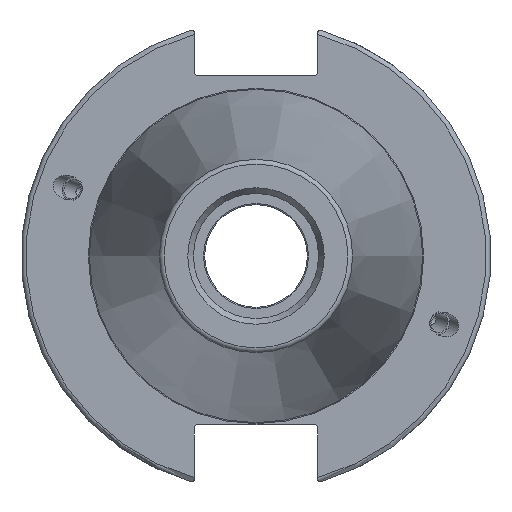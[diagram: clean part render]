
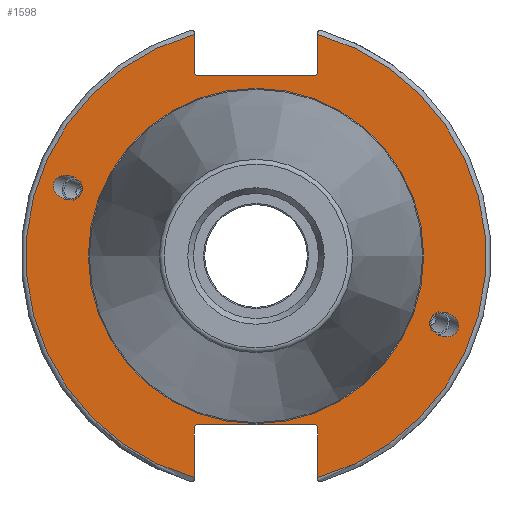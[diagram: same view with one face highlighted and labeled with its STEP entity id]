
A CAD part, left-side view. The second image highlights one B-rep face of the part: STEP entity #1598.
In plain terms, the highlighted planar face has unit normal (-1, 0, 0).
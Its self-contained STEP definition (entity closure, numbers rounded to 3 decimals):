
#31=ELLIPSE('',#1726,3.052,2.5);
#32=ELLIPSE('',#1760,3.052,2.5);
#150=LINE('',#3084,#244);
#151=LINE('',#3086,#245);
#152=LINE('',#3088,#246);
#153=LINE('',#3090,#247);
#154=LINE('',#3092,#248);
#155=LINE('',#3096,#249);
#156=LINE('',#3098,#250);
#157=LINE('',#3100,#251);
#158=LINE('',#3102,#252);
#159=LINE('',#3103,#253);
#244=VECTOR('',#2101,10.);
#245=VECTOR('',#2102,10.);
#246=VECTOR('',#2103,10.);
#247=VECTOR('',#2104,10.);
#248=VECTOR('',#2105,10.);
#249=VECTOR('',#2108,10.);
#250=VECTOR('',#2109,10.);
#251=VECTOR('',#2110,10.);
#252=VECTOR('',#2111,10.);
#253=VECTOR('',#2112,10.);
#339=FACE_BOUND('',#503,.T.);
#340=FACE_BOUND('',#504,.T.);
#341=FACE_BOUND('',#505,.T.);
#391=FACE_OUTER_BOUND('',#502,.T.);
#502=EDGE_LOOP('',(#1275,#1276,#1277,#1278,#1279,#1280,#1281,#1282,#1283,
#1284,#1285,#1286));
#503=EDGE_LOOP('',(#1287));
#504=EDGE_LOOP('',(#1288));
#505=EDGE_LOOP('',(#1289));
#607=CIRCLE('',#1768,35.125);
#609=CIRCLE('',#1771,48.213);
#610=CIRCLE('',#1772,48.213);
#699=VERTEX_POINT('',#2801);
#737=VERTEX_POINT('',#3060);
#742=VERTEX_POINT('',#3075);
#743=VERTEX_POINT('',#3080);
#744=VERTEX_POINT('',#3081);
#745=VERTEX_POINT('',#3083);
#746=VERTEX_POINT('',#3085);
#747=VERTEX_POINT('',#3087);
#748=VERTEX_POINT('',#3089);
#749=VERTEX_POINT('',#3091);
#750=VERTEX_POINT('',#3093);
#751=VERTEX_POINT('',#3095);
#752=VERTEX_POINT('',#3097);
#753=VERTEX_POINT('',#3099);
#754=VERTEX_POINT('',#3101);
#879=EDGE_CURVE('',#699,#699,#31,.T.);
#930=EDGE_CURVE('',#737,#737,#32,.T.);
#937=EDGE_CURVE('',#742,#742,#607,.T.);
#939=EDGE_CURVE('',#743,#744,#609,.T.);
#940=EDGE_CURVE('',#743,#745,#150,.T.);
#941=EDGE_CURVE('',#746,#745,#151,.T.);
#942=EDGE_CURVE('',#746,#747,#152,.T.);
#943=EDGE_CURVE('',#748,#747,#153,.T.);
#944=EDGE_CURVE('',#748,#749,#154,.T.);
#945=EDGE_CURVE('',#750,#749,#610,.T.);
#946=EDGE_CURVE('',#750,#751,#155,.T.);
#947=EDGE_CURVE('',#752,#751,#156,.T.);
#948=EDGE_CURVE('',#752,#753,#157,.T.);
#949=EDGE_CURVE('',#754,#753,#158,.T.);
#950=EDGE_CURVE('',#754,#744,#159,.T.);
#1275=ORIENTED_EDGE('',*,*,#939,.F.);
#1276=ORIENTED_EDGE('',*,*,#940,.T.);
#1277=ORIENTED_EDGE('',*,*,#941,.F.);
#1278=ORIENTED_EDGE('',*,*,#942,.T.);
#1279=ORIENTED_EDGE('',*,*,#943,.F.);
#1280=ORIENTED_EDGE('',*,*,#944,.T.);
#1281=ORIENTED_EDGE('',*,*,#945,.F.);
#1282=ORIENTED_EDGE('',*,*,#946,.T.);
#1283=ORIENTED_EDGE('',*,*,#947,.F.);
#1284=ORIENTED_EDGE('',*,*,#948,.T.);
#1285=ORIENTED_EDGE('',*,*,#949,.F.);
#1286=ORIENTED_EDGE('',*,*,#950,.T.);
#1287=ORIENTED_EDGE('',*,*,#879,.T.);
#1288=ORIENTED_EDGE('',*,*,#930,.T.);
#1289=ORIENTED_EDGE('',*,*,#937,.F.);
#1527=PLANE('',#1770);
#1598=ADVANCED_FACE('',(#391,#339,#340,#341),#1527,.T.);
#1726=AXIS2_PLACEMENT_3D('',#2803,#1991,#1992);
#1760=AXIS2_PLACEMENT_3D('',#3062,#2075,#2076);
#1768=AXIS2_PLACEMENT_3D('',#3077,#2093,#2094);
#1770=AXIS2_PLACEMENT_3D('',#3079,#2097,#2098);
#1771=AXIS2_PLACEMENT_3D('',#3082,#2099,#2100);
#1772=AXIS2_PLACEMENT_3D('',#3094,#2106,#2107);
#1991=DIRECTION('center_axis',(1.,0.,0.));
#1992=DIRECTION('ref_axis',(0.,-0.94,-0.342));
#2075=DIRECTION('center_axis',(1.,0.,0.));
#2076=DIRECTION('ref_axis',(0.,0.94,0.342));
#2093=DIRECTION('center_axis',(-1.,0.,0.));
#2094=DIRECTION('ref_axis',(0.,-1.,0.));
#2097=DIRECTION('center_axis',(-1.,0.,0.));
#2098=DIRECTION('ref_axis',(0.,0.,1.));
#2099=DIRECTION('center_axis',(1.,0.,0.));
#2100=DIRECTION('ref_axis',(0.,-1.,0.));
#2101=DIRECTION('',(0.,0.,-1.));
#2102=DIRECTION('',(0.,-0.707,0.707));
#2103=DIRECTION('',(0.,1.,0.));
#2104=DIRECTION('',(0.,-0.707,-0.707));
#2105=DIRECTION('',(0.,0.,1.));
#2106=DIRECTION('center_axis',(1.,0.,0.));
#2107=DIRECTION('ref_axis',(0.,1.,0.));
#2108=DIRECTION('',(0.,0.,1.));
#2109=DIRECTION('',(0.,0.707,-0.707));
#2110=DIRECTION('',(0.,-1.,0.));
#2111=DIRECTION('',(0.,0.707,0.707));
#2112=DIRECTION('',(0.,0.,-1.));
#2801=CARTESIAN_POINT('',(3.175,-36.599,-13.321));
#2803=CARTESIAN_POINT('Origin',(3.175,-39.467,-14.365));
#3060=CARTESIAN_POINT('',(3.175,36.599,13.321));
#3062=CARTESIAN_POINT('Origin',(3.175,39.467,14.365));
#3075=CARTESIAN_POINT('',(3.175,0.,35.125));
#3077=CARTESIAN_POINT('Origin',(3.175,0.,0.));
#3079=CARTESIAN_POINT('Origin',(3.175,49.213,0.));
#3080=CARTESIAN_POINT('',(3.175,-12.95,46.441));
#3081=CARTESIAN_POINT('',(3.175,-12.95,-46.441));
#3082=CARTESIAN_POINT('Origin',(3.175,0.,0.));
#3083=CARTESIAN_POINT('',(3.175,-12.95,38.219));
#3084=CARTESIAN_POINT('',(3.175,-12.95,18.86));
#3085=CARTESIAN_POINT('',(3.175,-12.45,37.719));
#3086=CARTESIAN_POINT('',(3.175,12.27,12.999));
#3087=CARTESIAN_POINT('',(3.175,12.45,37.719));
#3088=CARTESIAN_POINT('',(3.175,24.606,37.719));
#3089=CARTESIAN_POINT('',(3.175,12.95,38.219));
#3090=CARTESIAN_POINT('',(3.175,12.336,37.605));
#3091=CARTESIAN_POINT('',(3.175,12.95,46.441));
#3092=CARTESIAN_POINT('',(3.175,12.95,18.86));
#3093=CARTESIAN_POINT('',(3.175,12.95,-46.441));
#3094=CARTESIAN_POINT('Origin',(3.175,0.,0.));
#3095=CARTESIAN_POINT('',(3.175,12.95,-35.806));
#3096=CARTESIAN_POINT('',(3.175,12.95,-17.653));
#3097=CARTESIAN_POINT('',(3.175,12.45,-35.306));
#3098=CARTESIAN_POINT('',(3.175,12.939,-35.795));
#3099=CARTESIAN_POINT('',(3.175,-12.45,-35.306));
#3100=CARTESIAN_POINT('',(3.175,24.606,-35.306));
#3101=CARTESIAN_POINT('',(3.175,-12.95,-35.806));
#3102=CARTESIAN_POINT('',(3.175,11.667,-11.189));
#3103=CARTESIAN_POINT('',(3.175,-12.95,-17.653));
